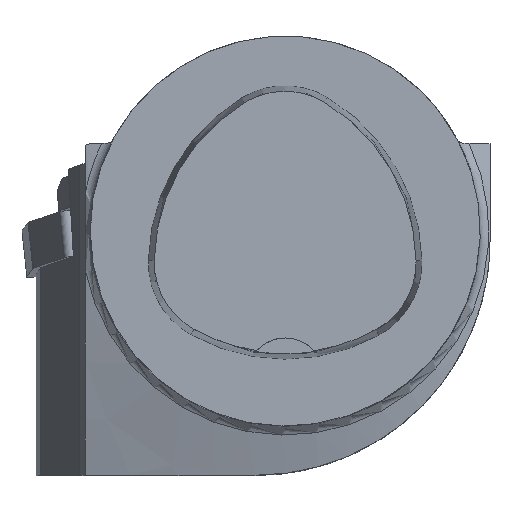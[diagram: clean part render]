
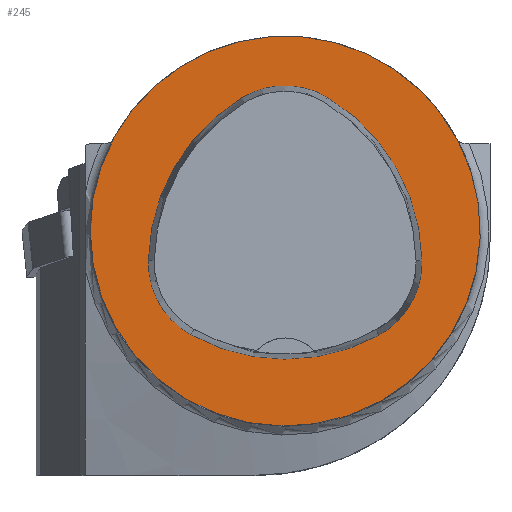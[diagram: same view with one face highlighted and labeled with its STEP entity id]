
A CAD part, top view. The second image highlights one B-rep face of the part: STEP entity #245.
In plain terms, the highlighted planar face has unit normal (0, 0, 1).
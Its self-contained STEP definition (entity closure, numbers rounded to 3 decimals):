
#99=FACE_BOUND('',#484,.T.);
#100=FACE_BOUND('',#485,.T.);
#177=CIRCLE('',#1835,20.);
#179=CIRCLE('',#1838,8.5);
#181=CIRCLE('',#1841,20.);
#183=CIRCLE('',#1844,8.5);
#187=CIRCLE('',#1849,20.);
#189=CIRCLE('',#1852,8.5);
#192=CIRCLE('',#1857,20.);
#245=ADVANCED_FACE('',(#99,#100),#329,.T.);
#329=PLANE('',#1858);
#484=EDGE_LOOP('',(#727,#728,#729,#730,#731,#732));
#485=EDGE_LOOP('',(#733));
#727=ORIENTED_EDGE('',*,*,#1313,.T.);
#728=ORIENTED_EDGE('',*,*,#1293,.T.);
#729=ORIENTED_EDGE('',*,*,#1297,.T.);
#730=ORIENTED_EDGE('',*,*,#1300,.T.);
#731=ORIENTED_EDGE('',*,*,#1303,.T.);
#732=ORIENTED_EDGE('',*,*,#1311,.T.);
#733=ORIENTED_EDGE('',*,*,#1316,.F.);
#1117=VERTEX_POINT('',#2657);
#1118=VERTEX_POINT('',#2658);
#1121=VERTEX_POINT('',#2666);
#1123=VERTEX_POINT('',#2672);
#1125=VERTEX_POINT('',#2678);
#1132=VERTEX_POINT('',#2699);
#1133=VERTEX_POINT('',#2709);
#1293=EDGE_CURVE('',#1117,#1118,#177,.T.);
#1297=EDGE_CURVE('',#1118,#1121,#179,.T.);
#1300=EDGE_CURVE('',#1121,#1123,#181,.T.);
#1303=EDGE_CURVE('',#1123,#1125,#183,.T.);
#1311=EDGE_CURVE('',#1125,#1132,#187,.T.);
#1313=EDGE_CURVE('',#1132,#1117,#189,.T.);
#1316=EDGE_CURVE('',#1133,#1133,#192,.T.);
#1835=AXIS2_PLACEMENT_3D('',#2656,#2095,#2096);
#1838=AXIS2_PLACEMENT_3D('',#2665,#2103,#2104);
#1841=AXIS2_PLACEMENT_3D('',#2671,#2110,#2111);
#1844=AXIS2_PLACEMENT_3D('',#2677,#2117,#2118);
#1849=AXIS2_PLACEMENT_3D('',#2700,#2129,#2130);
#1852=AXIS2_PLACEMENT_3D('',#2703,#2135,#2136);
#1857=AXIS2_PLACEMENT_3D('',#2708,#2145,#2146);
#1858=AXIS2_PLACEMENT_3D('',#2710,#2147,#2148);
#2095=DIRECTION('',(0.,0.,-1.));
#2096=DIRECTION('',(-1.,0.,0.));
#2103=DIRECTION('',(0.,0.,-1.));
#2104=DIRECTION('',(-1.,0.,0.));
#2110=DIRECTION('',(0.,0.,-1.));
#2111=DIRECTION('',(-1.,0.,0.));
#2117=DIRECTION('',(0.,0.,-1.));
#2118=DIRECTION('',(-1.,0.,0.));
#2129=DIRECTION('',(0.,0.,-1.));
#2130=DIRECTION('',(-1.,0.,0.));
#2135=DIRECTION('',(0.,0.,-1.));
#2136=DIRECTION('',(-1.,0.,0.));
#2145=DIRECTION('',(0.,0.,-1.));
#2146=DIRECTION('',(-1.,0.,0.));
#2147=DIRECTION('',(0.,0.,1.));
#2148=DIRECTION('',(-1.,0.,0.));
#2656=CARTESIAN_POINT('',(5.955,-3.414,0.));
#2657=CARTESIAN_POINT('',(-14.041,-3.042,0.));
#2658=CARTESIAN_POINT('',(-4.472,13.653,0.));
#2665=CARTESIAN_POINT('',(-0.04,6.4,0.));
#2666=CARTESIAN_POINT('',(4.347,13.68,0.));
#2671=CARTESIAN_POINT('',(-5.976,-3.45,0.));
#2672=CARTESIAN_POINT('',(14.021,-3.075,0.));
#2677=CARTESIAN_POINT('',(5.522,-3.235,0.));
#2678=CARTESIAN_POINT('',(9.588,-10.699,0.));
#2699=CARTESIAN_POINT('',(-9.655,-10.639,0.));
#2700=CARTESIAN_POINT('',(0.022,6.864,0.));
#2703=CARTESIAN_POINT('',(-5.543,-3.2,0.));
#2708=CARTESIAN_POINT('',(0.,0.,
0.));
#2709=CARTESIAN_POINT('',(-20.,0.,0.));
#2710=CARTESIAN_POINT('',(0.,0.,
0.));
